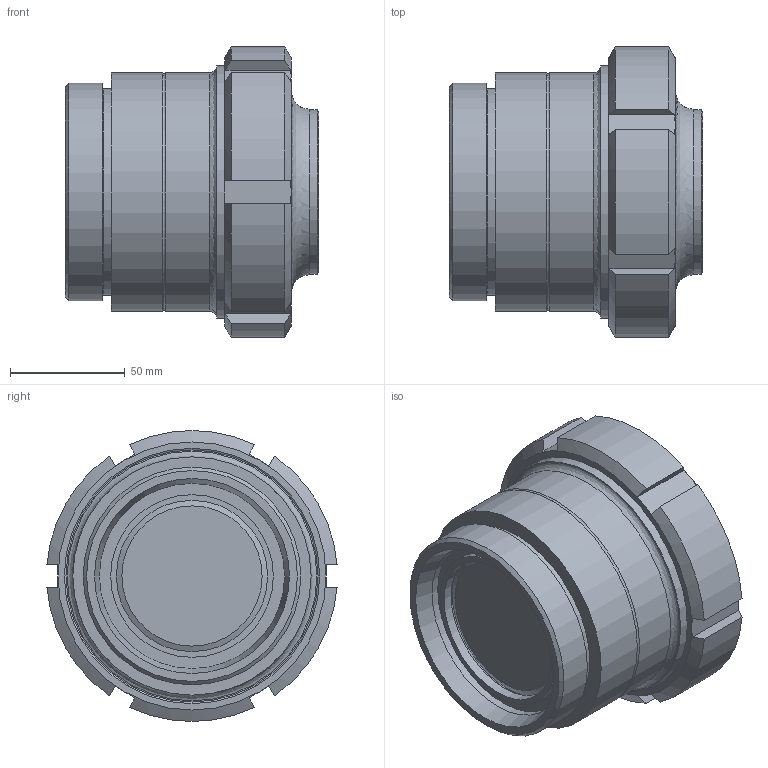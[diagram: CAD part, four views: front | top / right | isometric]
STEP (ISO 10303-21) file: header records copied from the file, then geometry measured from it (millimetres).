
FILE_DESCRIPTION((''),'2;1');
FILE_NAME('65000065X300.stp','2010-09-09T08:37:26',('Creator'),(''),'Autodesk Inventor 2010','Autodesk Inventor 2010','');
FILE_SCHEMA(('AUTOMOTIVE_DESIGN { 1 0 10303 214 1 1 1 1 }'));
Length unit declared in the file: millimetre
Products named in the file (1): 65000065X300
Bounding box: 110.5 x 126.61 x 127 mm (x, y, z)
Surface area: 161272.8 mm2 (no closed solid volume)
Topology: 0 solids, 7 shells, 148 faces, 324 edges, 201 vertices
Faces by surface type: cylinder 57, plane 51, cone 32, bspline 5, torus 3
Full cylindrical faces by diameter (mm): 15 x2, 27 x2, 66 x2, 71 x1, 72 x1, 79 x1, 80 x1, 80.8 x1, 81.5 x1, 85 x2, 85.3 x1, 90 x1, 93 x1, 94 x1, 94.8 x1, 95 x2, 99 x1, 104 x2, 104.29 x1, 110 x1, 110.4 x1
Entity records: 12191 total; most frequent: CARTESIAN_POINT 9122, DIRECTION 654, ORIENTED_EDGE 540, AXIS2_PLACEMENT_3D 291, EDGE_CURVE 270, EDGE_LOOP 231, VERTEX_POINT 201, FACE_OUTER_BOUND 148
